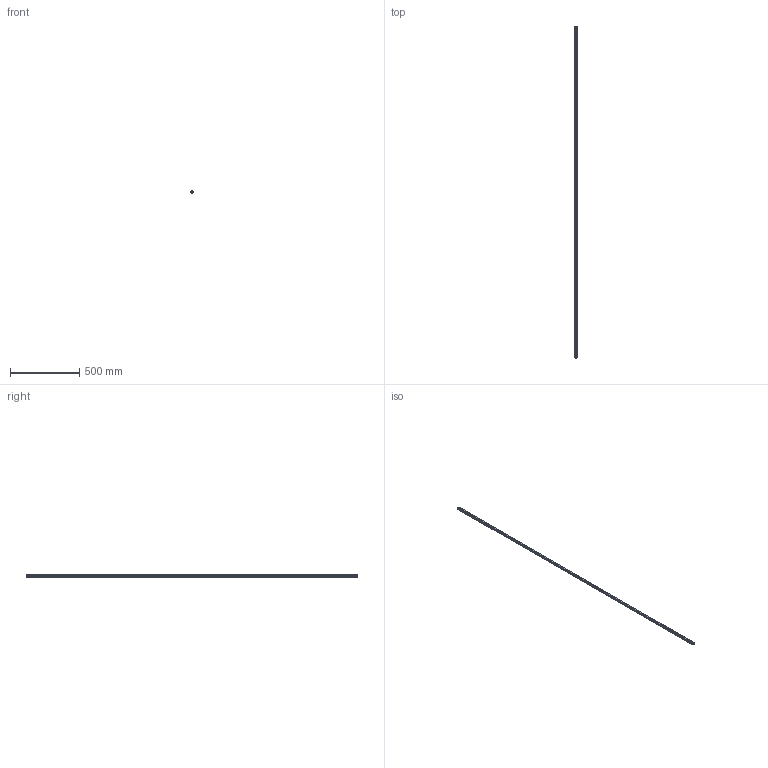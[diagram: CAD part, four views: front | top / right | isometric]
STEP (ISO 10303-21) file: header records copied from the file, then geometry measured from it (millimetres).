
FILE_DESCRIPTION(('STEP AP214'),'1');
FILE_NAME('cctmp_5798716E-09C7-46C3-A47C-FFC33B36B65D_2020_4_23_10_58_16_408..stp','2020-04-23T08:58:16',('HIWIN GmbH'),('CADClick - www.CADClick.com'),'Spatial InterOp 3D',' ','unknown authorization');
FILE_SCHEMA(('AUTOMOTIVE_DESIGN'));
Length unit declared in the file: millimetre
Products named in the file (1): HGR15R2400H_FILE
Bounding box: 15 x 2400 x 15 mm (x, y, z)
Volume: 440957.3 mm3; surface area: 159849 mm2
Topology: 1 solids, 1 shells, 475 faces, 1047 edges, 698 vertices
Faces by surface type: cylinder 266, plane 209
Entity records: 17137 total; most frequent: DIRECTION 2531, CARTESIAN_POINT 2221, ORIENTED_EDGE 2094, EDGE_CURVE 1047, AXIS2_PLACEMENT_3D 1008, VERTEX_POINT 698, EDGE_LOOP 599, CIRCLE 532
